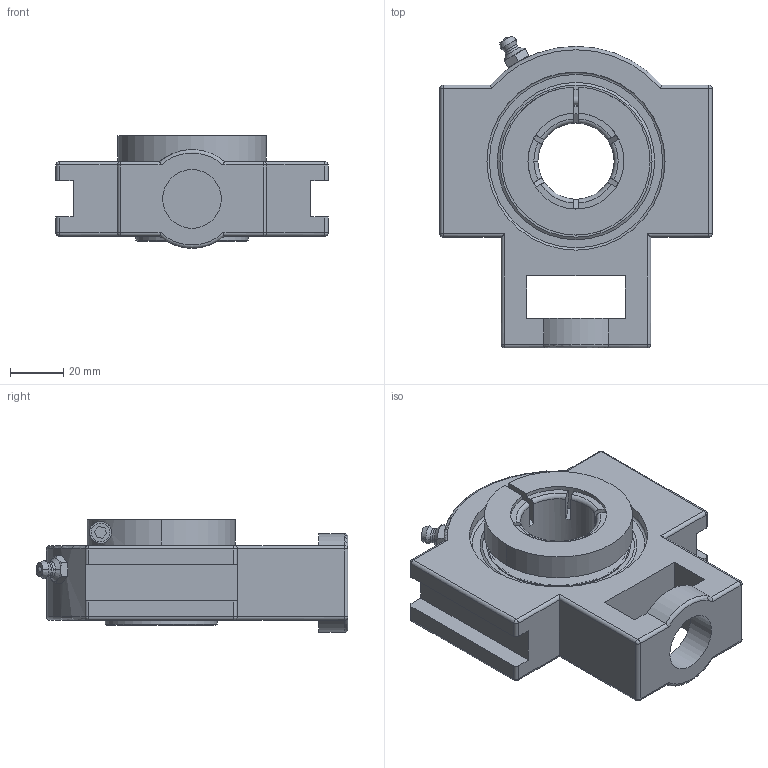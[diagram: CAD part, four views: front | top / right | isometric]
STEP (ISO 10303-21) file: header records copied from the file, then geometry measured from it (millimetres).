
FILE_DESCRIPTION(('HOOPS Exchange Step'),'2;1');
FILE_NAME('export-19049593-CED2-48A4-8129-433AB3E39D05.stp','2019-12-18T08:38:26-08:00',('ibuslach'),('Alibre'),'HOOPS Exchange 2019.2','Alibre','Unknown authorisation');
FILE_SCHEMA( ('AP242_MANAGED_MODEL_BASED_3D_ENGINEERING_MIM_LF {1 0 10303 442 1 1 4 }') );
Length unit declared in the file: centimetre
Products named in the file (8): UCP ZERK 6mm; MRN ST 206 (NO LETTERING); SUE 206 LOCK RING; SUE 204 BOLT; SUE 206 SHIELD; SUE 206-18 RACES; MRN SUE 206-18; MRN SUET 206-18
Assembly tree (8 placements, depth 3):
  MRN SUET 206-18
    UCP ZERK 6mm
    MRN ST 206 (NO LETTERING)
    MRN SUE 206-18
      SUE 206 LOCK RING
      SUE 204 BOLT
      SUE 206 SHIELD  x2
      SUE 206-18 RACES
Bounding box: 102 x 116.89 x 42.2 mm (x, y, z)
Volume: 176796.1 mm3; surface area: 61510.1 mm2
Topology: 8 solids, 8 shells, 259 faces, 695 edges, 436 vertices
Faces by surface type: plane 88, cylinder 87, torus 31, cone 28, sphere 21, bspline 4
Full cylindrical faces by diameter (mm): 1.478 x2, 3.242 x2, 4 x1, 6 x2, 7 x1, 8.25 x1, 22 x1, 28.575 x1, 42 x4, 42.508 x2, 52 x2, 54 x2, 66.752 x2
Entity records: 12741 total; most frequent: CARTESIAN_POINT 6233, DIRECTION 1386, ORIENTED_EDGE 1314, EDGE_CURVE 657, AXIS2_PLACEMENT_3D 554, VERTEX_POINT 422, CIRCLE 278, VECTOR 278
